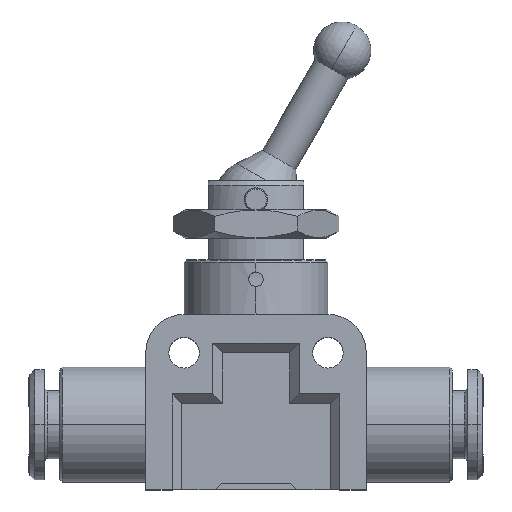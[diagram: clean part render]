
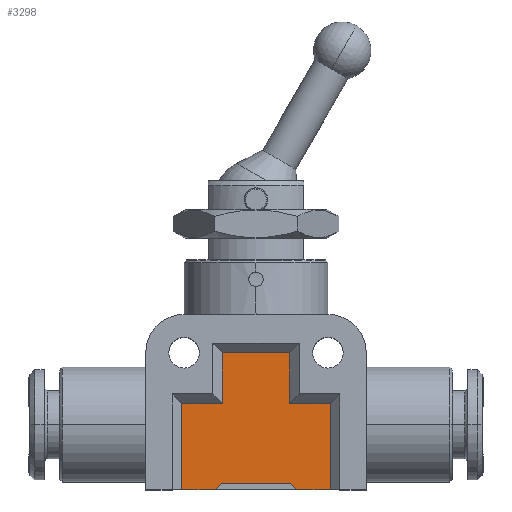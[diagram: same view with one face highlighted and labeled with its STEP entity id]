
A CAD part, top view. The second image highlights one B-rep face of the part: STEP entity #3298.
In plain terms, the highlighted planar face has unit normal (0, 0, 1).
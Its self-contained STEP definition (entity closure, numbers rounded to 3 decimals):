
#2941 = EDGE_CURVE ( 'NONE', #2983, #3025, #14085, .T. ) ;
#2959 = EDGE_CURVE ( 'NONE', #3021, #3118, #14106, .T. ) ;
#2983 = VERTEX_POINT ( 'NONE', #14138 ) ;
#3021 = VERTEX_POINT ( 'NONE', #14194 ) ;
#3025 = VERTEX_POINT ( 'NONE', #13950 ) ;
#3039 = EDGE_CURVE ( 'NONE', #3118, #2983, #14226, .T. ) ;
#3062 = VERTEX_POINT ( 'NONE', #14254 ) ;
#3118 = VERTEX_POINT ( 'NONE', #14397 ) ;
#3126 = EDGE_LOOP ( 'NONE', ( #3239, #3299, #3243, #3289, #3293, #3249, #3246, #3252, #3240, #3282, #3245, #3128 ) ) ;
#3128 = ORIENTED_EDGE ( 'NONE', *, *, #2941, .F. ) ;
#3146 = EDGE_CURVE ( 'NONE', #3062, #3021, #14411, .T. ) ;
#3239 = ORIENTED_EDGE ( 'NONE', *, *, #3039, .F. ) ;
#3240 = ORIENTED_EDGE ( 'NONE', *, *, #3241, .T. ) ;
#3241 = EDGE_CURVE ( 'NONE', #3288, #3292, #14597, .T. ) ;
#3242 = VERTEX_POINT ( 'NONE', #14590 ) ;
#3243 = ORIENTED_EDGE ( 'NONE', *, *, #3146, .F. ) ;
#3244 = EDGE_CURVE ( 'NONE', #3292, #3322, #14589, .T. ) ;
#3245 = ORIENTED_EDGE ( 'NONE', *, *, #3254, .T. ) ;
#3246 = ORIENTED_EDGE ( 'NONE', *, *, #3247, .T. ) ;
#3247 = EDGE_CURVE ( 'NONE', #3250, #3251, #14585, .T. ) ;
#3248 = EDGE_CURVE ( 'NONE', #3242, #3294, #14581, .T. ) ;
#3249 = ORIENTED_EDGE ( 'NONE', *, *, #3296, .T. ) ;
#3250 = VERTEX_POINT ( 'NONE', #14577 ) ;
#3251 = VERTEX_POINT ( 'NONE', #14576 ) ;
#3252 = ORIENTED_EDGE ( 'NONE', *, *, #3291, .T. ) ;
#3254 = EDGE_CURVE ( 'NONE', #3322, #3025, #14575, .T. ) ;
#3282 = ORIENTED_EDGE ( 'NONE', *, *, #3244, .T. ) ;
#3288 = VERTEX_POINT ( 'NONE', #14651 ) ;
#3289 = ORIENTED_EDGE ( 'NONE', *, *, #3290, .T. ) ;
#3290 = EDGE_CURVE ( 'NONE', #3062, #3242, #14650, .T. ) ;
#3291 = EDGE_CURVE ( 'NONE', #3251, #3288, #14646, .T. ) ;
#3292 = VERTEX_POINT ( 'NONE', #14642 ) ;
#3293 = ORIENTED_EDGE ( 'NONE', *, *, #3248, .T. ) ;
#3294 = VERTEX_POINT ( 'NONE', #14641 ) ;
#3296 = EDGE_CURVE ( 'NONE', #3294, #3250, #14640, .T. ) ;
#3298 = ADVANCED_FACE ( 'NONE', ( #14636 ), #14635, .F. ) ;
#3299 = ORIENTED_EDGE ( 'NONE', *, *, #2959, .F. ) ;
#3322 = VERTEX_POINT ( 'NONE', #14702 ) ;
#13950 = CARTESIAN_POINT ( 'NONE',  ( -4.25, 0., 6.5 ) ) ;
#14082 = DIRECTION ( 'NONE',  ( -0.707, -0.707, 0. ) ) ;
#14083 = VECTOR ( 'NONE', #14082, 1000. ) ;
#14084 = CARTESIAN_POINT ( 'NONE',  ( -4.25, 0., 6.5 ) ) ;
#14085 = LINE ( 'NONE', #14084, #14083 ) ;
#14103 = DIRECTION ( 'NONE',  ( -0.707, 0.707, 0. ) ) ;
#14104 = VECTOR ( 'NONE', #14103, 1000. ) ;
#14105 = CARTESIAN_POINT ( 'NONE',  ( 3.6, 0.65, 6.5 ) ) ;
#14106 = LINE ( 'NONE', #14105, #14104 ) ;
#14138 = CARTESIAN_POINT ( 'NONE',  ( -3.6, 0.65, 6.5 ) ) ;
#14194 = CARTESIAN_POINT ( 'NONE',  ( 4.25, 0., 6.5 ) ) ;
#14218 = DIRECTION ( 'NONE',  ( -1., 0., 0. ) ) ;
#14219 = VECTOR ( 'NONE', #14218, 1000. ) ;
#14220 = CARTESIAN_POINT ( 'NONE',  ( -3.6, 0.65, 6.5 ) ) ;
#14226 = LINE ( 'NONE', #14220, #14219 ) ;
#14254 = CARTESIAN_POINT ( 'NONE',  ( 7.75, 0., 6.5 ) ) ;
#14397 = CARTESIAN_POINT ( 'NONE',  ( 3.6, 0.65, 6.5 ) ) ;
#14411 = LINE ( 'NONE', #14473, #14472 ) ;
#14471 = DIRECTION ( 'NONE',  ( -1., 0., 0. ) ) ;
#14472 = VECTOR ( 'NONE', #14471, 1000. ) ;
#14473 = CARTESIAN_POINT ( 'NONE',  ( 4.25, 0., 6.5 ) ) ;
#14572 = DIRECTION ( 'NONE',  ( 1., 0., 0. ) ) ;
#14573 = VECTOR ( 'NONE', #14572, 1000. ) ;
#14574 = CARTESIAN_POINT ( 'NONE',  ( -7.75, 0., 6.5 ) ) ;
#14575 = LINE ( 'NONE', #14574, #14573 ) ;
#14576 = CARTESIAN_POINT ( 'NONE',  ( -3.5, 14.3, 6.5 ) ) ;
#14577 = CARTESIAN_POINT ( 'NONE',  ( 3.5, 14.3, 6.5 ) ) ;
#14578 = DIRECTION ( 'NONE',  ( -1., 0., 0. ) ) ;
#14579 = VECTOR ( 'NONE', #14578, 1000. ) ;
#14580 = CARTESIAN_POINT ( 'NONE',  ( 3.5, 9., 6.5 ) ) ;
#14581 = LINE ( 'NONE', #14580, #14579 ) ;
#14582 = DIRECTION ( 'NONE',  ( -1., 0., 0. ) ) ;
#14583 = VECTOR ( 'NONE', #14582, 1000. ) ;
#14584 = CARTESIAN_POINT ( 'NONE',  ( -3.5, 14.3, 6.5 ) ) ;
#14585 = LINE ( 'NONE', #14584, #14583 ) ;
#14586 = DIRECTION ( 'NONE',  ( 0., -1., 0. ) ) ;
#14587 = VECTOR ( 'NONE', #14586, 1000. ) ;
#14588 = CARTESIAN_POINT ( 'NONE',  ( -7.75, 0., 6.5 ) ) ;
#14589 = LINE ( 'NONE', #14588, #14587 ) ;
#14590 = CARTESIAN_POINT ( 'NONE',  ( 7.75, 9., 6.5 ) ) ;
#14591 = DIRECTION ( 'NONE',  ( -1., 0., 0. ) ) ;
#14592 = VECTOR ( 'NONE', #14591, 1000. ) ;
#14593 = CARTESIAN_POINT ( 'NONE',  ( -7.75, 9., 6.5 ) ) ;
#14597 = LINE ( 'NONE', #14593, #14592 ) ;
#14631 = DIRECTION ( 'NONE',  ( -1., 0., 0. ) ) ;
#14632 = DIRECTION ( 'NONE',  ( 0., 0., -1. ) ) ;
#14633 = CARTESIAN_POINT ( 'NONE',  ( 7.75, 0., 6.5 ) ) ;
#14634 = AXIS2_PLACEMENT_3D ( 'NONE', #14633, #14632, #14631 ) ;
#14635 = PLANE ( 'NONE',  #14634 ) ;
#14636 = FACE_OUTER_BOUND ( 'NONE', #3126, .T. ) ;
#14637 = DIRECTION ( 'NONE',  ( 0., 1., 0. ) ) ;
#14638 = VECTOR ( 'NONE', #14637, 1000. ) ;
#14639 = CARTESIAN_POINT ( 'NONE',  ( 3.5, 14.3, 6.5 ) ) ;
#14640 = LINE ( 'NONE', #14639, #14638 ) ;
#14641 = CARTESIAN_POINT ( 'NONE',  ( 3.5, 9., 6.5 ) ) ;
#14642 = CARTESIAN_POINT ( 'NONE',  ( -7.75, 9., 6.5 ) ) ;
#14643 = DIRECTION ( 'NONE',  ( 0., -1., 0. ) ) ;
#14644 = VECTOR ( 'NONE', #14643, 1000. ) ;
#14645 = CARTESIAN_POINT ( 'NONE',  ( -3.5, 9., 6.5 ) ) ;
#14646 = LINE ( 'NONE', #14645, #14644 ) ;
#14647 = DIRECTION ( 'NONE',  ( 0., 1., 0. ) ) ;
#14648 = VECTOR ( 'NONE', #14647, 1000. ) ;
#14649 = CARTESIAN_POINT ( 'NONE',  ( 7.75, 9., 6.5 ) ) ;
#14650 = LINE ( 'NONE', #14649, #14648 ) ;
#14651 = CARTESIAN_POINT ( 'NONE',  ( -3.5, 9., 6.5 ) ) ;
#14702 = CARTESIAN_POINT ( 'NONE',  ( -7.75, 0., 6.5 ) ) ;
